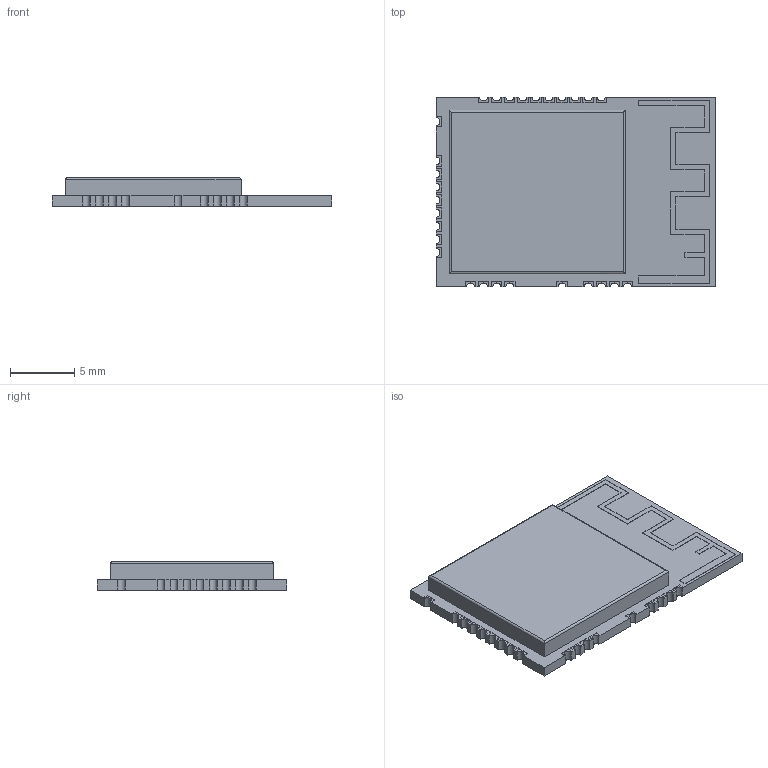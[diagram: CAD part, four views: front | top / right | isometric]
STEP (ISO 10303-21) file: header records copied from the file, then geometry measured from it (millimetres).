
FILE_DESCRIPTION(('FreeCAD Model'),'2;1');
FILE_NAME('atwinc1500.step','2018-05-09T10:51:50' ,('Author'),(''),'Open CASCADE STEP processor 7.2','FreeCAD','Unknown' );
FILE_SCHEMA(('AUTOMOTIVE_DESIGN { 1 0 10303 214 1 1 1 1 }'));
Length unit declared in the file: millimetre
Products named in the file (1): ATWINC1500-MR210PB
Bounding box: 21.72 x 14.73 x 2.2 mm (x, y, z)
Volume: 496 mm3; surface area: 772.9 mm2
Topology: 1 solids, 1 shells, 222 faces, 650 edges, 432 vertices
Faces by surface type: plane 180, cylinder 42
Entity records: 17588 total; most frequent: CARTESIAN_POINT 3037, DIRECTION 2422, LINE 1786, VECTOR 1786, ORIENTED_EDGE 1300, PCURVE 1300, DEFINITIONAL_REPRESENTATION 1300, EDGE_CURVE 650
